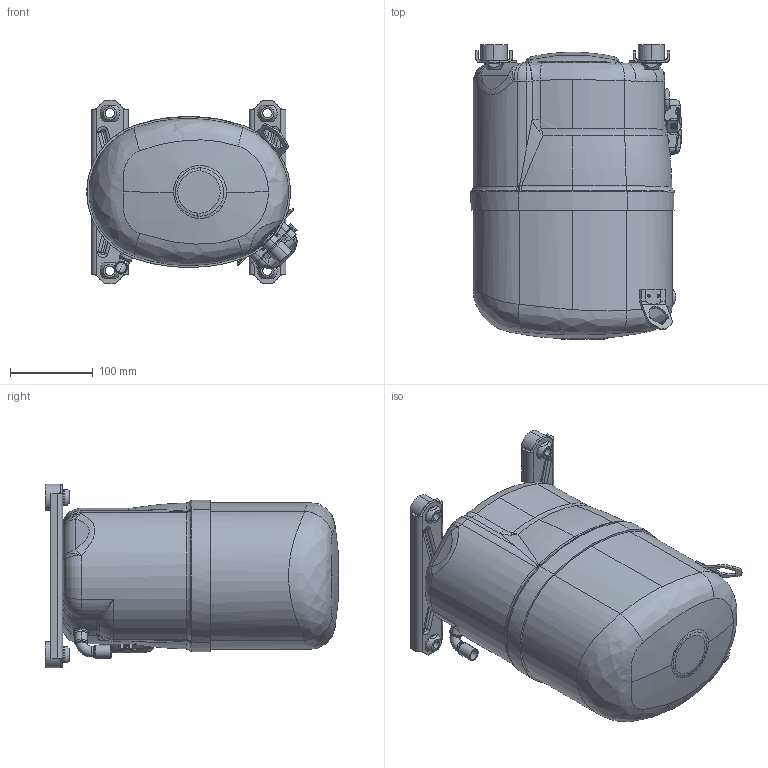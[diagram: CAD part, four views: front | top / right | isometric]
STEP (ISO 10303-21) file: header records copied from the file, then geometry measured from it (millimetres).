
FILE_DESCRIPTION (( 'STEP AP203' ), '1' );
FILE_NAME ('709094B.STEP', '2014-04-16T12:59:12', ( '' ), ( '' ), 'SwSTEP 2.0', 'SolidWorks 2014', '' );
FILE_SCHEMA (( 'CONFIG_CONTROL_DESIGN' ));
Length unit declared in the file: inch
Products named in the file (1): 709094B
Bounding box: 254.37 x 355.61 x 222.25 mm (x, y, z)
Surface area: 392445 mm2 (no closed solid volume)
Topology: 0 solids, 29 shells, 842 faces, 2549 edges, 1688 vertices
Faces by surface type: cylinder 273, plane 221, bspline 155, torus 148, sphere 26, cone 19
Entity records: 39320 total; most frequent: CARTESIAN_POINT 17450, DIRECTION 4552, ORIENTED_EDGE 4310, EDGE_CURVE 2527, AXIS2_PLACEMENT_3D 1757, VERTEX_POINT 1688, CIRCLE 1069, VECTOR 1038
